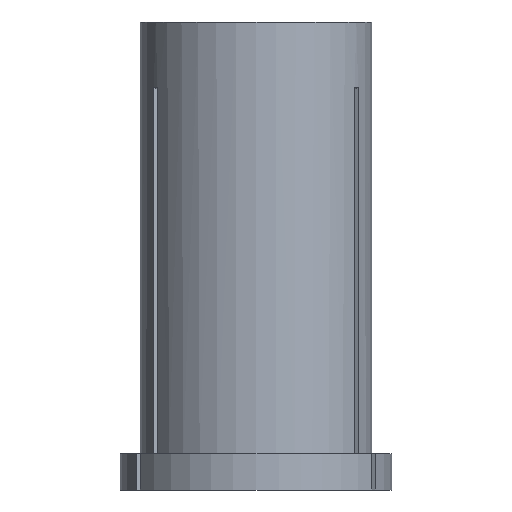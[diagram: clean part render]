
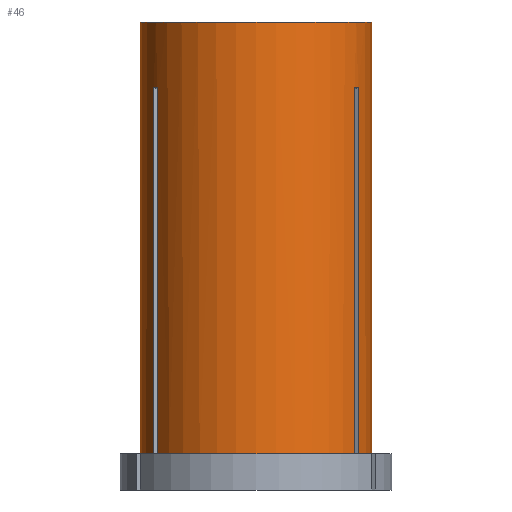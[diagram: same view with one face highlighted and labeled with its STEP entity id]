
A CAD part, front view. The second image highlights one B-rep face of the part: STEP entity #46.
In plain terms, the highlighted cylindrical face has radius 16 mm (diameter 32 mm), a partial arc.
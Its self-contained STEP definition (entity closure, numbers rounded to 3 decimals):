
#30 = CARTESIAN_POINT ( 'NONE',  ( -13.6, -8.429, 0. ) ) ;
#37 = DIRECTION ( 'NONE',  ( 0., 0., 1. ) ) ;
#46 = ADVANCED_FACE ( 'NONE', ( #686 ), #881, .T. ) ;
#55 = VECTOR ( 'NONE', #1063, 1000. ) ;
#61 = VERTEX_POINT ( 'NONE', #949 ) ;
#75 = CARTESIAN_POINT ( 'NONE',  ( 16., 0., 0. ) ) ;
#79 = CARTESIAN_POINT ( 'NONE',  ( 13.942, -7.857, -8.999 ) ) ;
#92 = LINE ( 'NONE', #30, #55 ) ;
#130 = CARTESIAN_POINT ( 'NONE',  ( -14.1, -7.563, 0. ) ) ;
#162 = ORIENTED_EDGE ( 'NONE', *, *, #1018, .T. ) ;
#174 = CARTESIAN_POINT ( 'NONE',  ( 13.6, -8.429, 0. ) ) ;
#197 = ORIENTED_EDGE ( 'NONE', *, *, #611, .T. ) ;
#219 = VERTEX_POINT ( 'NONE', #649 ) ;
#233 = VERTEX_POINT ( 'NONE', #946 ) ;
#245 = EDGE_CURVE ( 'NONE', #233, #1126, #1079, .T. ) ;
#254 = DIRECTION ( 'NONE',  ( 0., 0., 1. ) ) ;
#261 = DIRECTION ( 'NONE',  ( 0., 0., 1. ) ) ;
#268 = CARTESIAN_POINT ( 'NONE',  ( -13.6, -8.429, -9.003 ) ) ;
#270 = B_SPLINE_CURVE_WITH_KNOTS ( 'NONE', 3,
 ( #1221, #812, #288, #268 ),
 .UNSPECIFIED., .F., .F.,
 ( 4, 4 ),
 ( 0., 0.001 ),
 .UNSPECIFIED. ) ;
#281 = VERTEX_POINT ( 'NONE', #1204 ) ;
#285 = DIRECTION ( 'NONE',  ( 1., 0., 0. ) ) ;
#288 = CARTESIAN_POINT ( 'NONE',  ( -13.775, -8.146, -8.999 ) ) ;
#291 = AXIS2_PLACEMENT_3D ( 'NONE', #389, #306, #285 ) ;
#306 = DIRECTION ( 'NONE',  ( 0., 0., 1. ) ) ;
#320 = AXIS2_PLACEMENT_3D ( 'NONE', #1049, #1011, #1007 ) ;
#330 = EDGE_CURVE ( 'NONE', #740, #587, #926, .T. ) ;
#351 = CARTESIAN_POINT ( 'NONE',  ( 14.1, -7.563, -9.003 ) ) ;
#356 = LINE ( 'NONE', #130, #859 ) ;
#371 = CARTESIAN_POINT ( 'NONE',  ( 16., 0., 0. ) ) ;
#380 = VECTOR ( 'NONE', #1305, 1000. ) ;
#385 = CARTESIAN_POINT ( 'NONE',  ( -16., 0., -59.6 ) ) ;
#389 = CARTESIAN_POINT ( 'NONE',  ( 0., 0., -59.6 ) ) ;
#411 = CARTESIAN_POINT ( 'NONE',  ( 13.6, -8.429, -59.6 ) ) ;
#423 = DIRECTION ( 'NONE',  ( 0., 0., 1. ) ) ;
#440 = EDGE_CURVE ( 'NONE', #972, #281, #610, .T. ) ;
#449 = VERTEX_POINT ( 'NONE', #371 ) ;
#462 = ORIENTED_EDGE ( 'NONE', *, *, #750, .T. ) ;
#476 = CARTESIAN_POINT ( 'NONE',  ( 14.1, -7.563, 0. ) ) ;
#508 = EDGE_CURVE ( 'NONE', #1268, #449, #1057, .T. ) ;
#540 = VECTOR ( 'NONE', #423, 1000. ) ;
#556 = ORIENTED_EDGE ( 'NONE', *, *, #966, .F. ) ;
#568 = DIRECTION ( 'NONE',  ( 1., 0., 0. ) ) ;
#571 = VERTEX_POINT ( 'NONE', #1178 ) ;
#573 = CARTESIAN_POINT ( 'NONE',  ( -13.6, -8.429, -59.6 ) ) ;
#582 = CARTESIAN_POINT ( 'NONE',  ( -16., 0., 0. ) ) ;
#587 = VERTEX_POINT ( 'NONE', #411 ) ;
#610 = LINE ( 'NONE', #582, #836 ) ;
#611 = EDGE_CURVE ( 'NONE', #219, #61, #270, .T. ) ;
#649 = CARTESIAN_POINT ( 'NONE',  ( -14.1, -7.563, -9.003 ) ) ;
#666 = CIRCLE ( 'NONE', #1026, 16. ) ;
#675 = EDGE_CURVE ( 'NONE', #587, #233, #1172, .T. ) ;
#679 = CARTESIAN_POINT ( 'NONE',  ( 0., 0., -59.6 ) ) ;
#684 = DIRECTION ( 'NONE',  ( 0., 0., 1. ) ) ;
#686 = FACE_OUTER_BOUND ( 'NONE', #1043, .T. ) ;
#704 = CIRCLE ( 'NONE', #840, 16. ) ;
#709 = CARTESIAN_POINT ( 'NONE',  ( 14.1, -7.563, -9.003 ) ) ;
#715 = AXIS2_PLACEMENT_3D ( 'NONE', #766, #866, #746 ) ;
#736 = EDGE_CURVE ( 'NONE', #571, #1126, #880, .T. ) ;
#740 = VERTEX_POINT ( 'NONE', #573 ) ;
#746 = DIRECTION ( 'NONE',  ( 1., 0., 0. ) ) ;
#750 = EDGE_CURVE ( 'NONE', #972, #1033, #1364, .T. ) ;
#759 = ORIENTED_EDGE ( 'NONE', *, *, #675, .T. ) ;
#766 = CARTESIAN_POINT ( 'NONE',  ( 0., 0., 0. ) ) ;
#795 = ORIENTED_EDGE ( 'NONE', *, *, #245, .T. ) ;
#812 = CARTESIAN_POINT ( 'NONE',  ( -13.942, -7.857, -8.999 ) ) ;
#836 = VECTOR ( 'NONE', #261, 1000. ) ;
#840 = AXIS2_PLACEMENT_3D ( 'NONE', #679, #684, #568 ) ;
#859 = VECTOR ( 'NONE', #254, 1000. ) ;
#866 = DIRECTION ( 'NONE',  ( 0., 0., 1. ) ) ;
#875 = CARTESIAN_POINT ( 'NONE',  ( -14.1, -7.563, -59.6 ) ) ;
#880 = LINE ( 'NONE', #476, #1112 ) ;
#881 = CYLINDRICAL_SURFACE ( 'NONE', #715, 16. ) ;
#926 = CIRCLE ( 'NONE', #320, 16. ) ;
#929 = EDGE_CURVE ( 'NONE', #571, #1268, #704, .T. ) ;
#946 = CARTESIAN_POINT ( 'NONE',  ( 13.6, -8.429, -9.003 ) ) ;
#949 = CARTESIAN_POINT ( 'NONE',  ( -13.6, -8.429, -9.003 ) ) ;
#966 = EDGE_CURVE ( 'NONE', #281, #449, #666, .T. ) ;
#972 = VERTEX_POINT ( 'NONE', #385 ) ;
#983 = ORIENTED_EDGE ( 'NONE', *, *, #1009, .F. ) ;
#1007 = DIRECTION ( 'NONE',  ( 1., 0., 0. ) ) ;
#1009 = EDGE_CURVE ( 'NONE', #740, #61, #92, .T. ) ;
#1011 = DIRECTION ( 'NONE',  ( 0., 0., 1. ) ) ;
#1017 = ORIENTED_EDGE ( 'NONE', *, *, #330, .T. ) ;
#1018 = EDGE_CURVE ( 'NONE', #1033, #219, #356, .T. ) ;
#1022 = CARTESIAN_POINT ( 'NONE',  ( 13.775, -8.146, -8.999 ) ) ;
#1026 = AXIS2_PLACEMENT_3D ( 'NONE', #1284, #1271, #1278 ) ;
#1033 = VERTEX_POINT ( 'NONE', #875 ) ;
#1041 = ORIENTED_EDGE ( 'NONE', *, *, #508, .T. ) ;
#1043 = EDGE_LOOP ( 'NONE', ( #1319, #462, #162, #197, #983, #1017, #759, #795, #1302, #1336, #1041, #556 ) ) ;
#1049 = CARTESIAN_POINT ( 'NONE',  ( 0., 0., -59.6 ) ) ;
#1057 = LINE ( 'NONE', #75, #540 ) ;
#1063 = DIRECTION ( 'NONE',  ( 0., 0., 1. ) ) ;
#1079 = B_SPLINE_CURVE_WITH_KNOTS ( 'NONE', 3,
 ( #1222, #1022, #79, #351 ),
 .UNSPECIFIED., .F., .F.,
 ( 4, 4 ),
 ( 0., 0.001 ),
 .UNSPECIFIED. ) ;
#1112 = VECTOR ( 'NONE', #37, 1000. ) ;
#1126 = VERTEX_POINT ( 'NONE', #709 ) ;
#1172 = LINE ( 'NONE', #174, #380 ) ;
#1178 = CARTESIAN_POINT ( 'NONE',  ( 14.1, -7.563, -59.6 ) ) ;
#1186 = CARTESIAN_POINT ( 'NONE',  ( 16., 0., -59.6 ) ) ;
#1204 = CARTESIAN_POINT ( 'NONE',  ( -16., 0., 0. ) ) ;
#1221 = CARTESIAN_POINT ( 'NONE',  ( -14.1, -7.563, -9.003 ) ) ;
#1222 = CARTESIAN_POINT ( 'NONE',  ( 13.6, -8.429, -9.003 ) ) ;
#1268 = VERTEX_POINT ( 'NONE', #1186 ) ;
#1271 = DIRECTION ( 'NONE',  ( 0., 0., 1. ) ) ;
#1278 = DIRECTION ( 'NONE',  ( 1., 0., 0. ) ) ;
#1284 = CARTESIAN_POINT ( 'NONE',  ( 0., 0., 0. ) ) ;
#1302 = ORIENTED_EDGE ( 'NONE', *, *, #736, .F. ) ;
#1305 = DIRECTION ( 'NONE',  ( 0., 0., 1. ) ) ;
#1319 = ORIENTED_EDGE ( 'NONE', *, *, #440, .F. ) ;
#1336 = ORIENTED_EDGE ( 'NONE', *, *, #929, .T. ) ;
#1364 = CIRCLE ( 'NONE', #291, 16. ) ;
